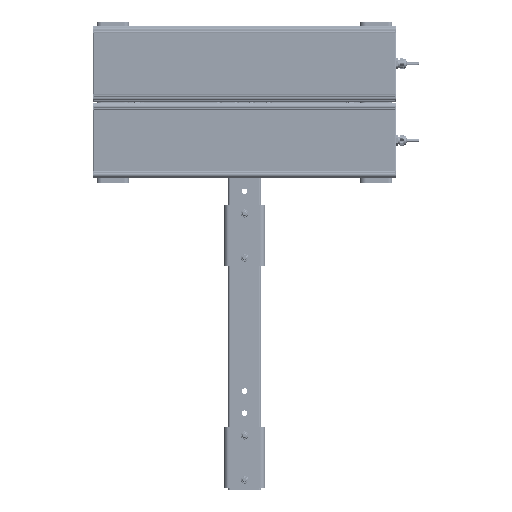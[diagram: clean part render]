
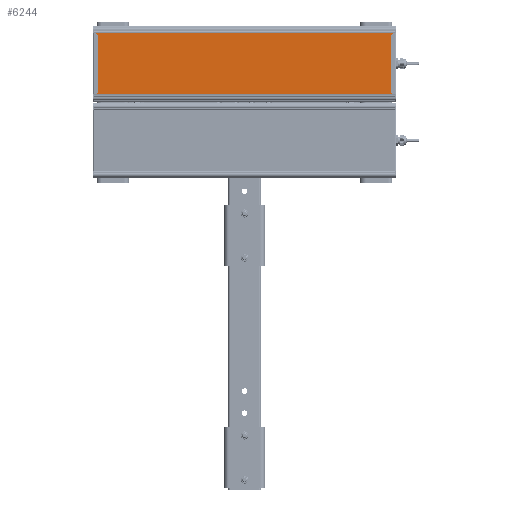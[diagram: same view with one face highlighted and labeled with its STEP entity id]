
A CAD part, front view. The second image highlights one B-rep face of the part: STEP entity #6244.
In plain terms, the highlighted face is planar.
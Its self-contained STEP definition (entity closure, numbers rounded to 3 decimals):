
#6244=ADVANCED_FACE('',(#16647),#16649,.T.);
#16647=FACE_BOUND('',#16648,.T.);
#16648=EDGE_LOOP('',(#50327,#50328,#50329,#50330));
#16649=PLANE('',#16650);
#16650=AXIS2_PLACEMENT_3D('',#16651,#16652,#16653);
#16651=CARTESIAN_POINT('',(2111.497,401.002,-34.582));
#16652=DIRECTION('',(0.,0.,-1.));
#16653=DIRECTION('',(0.,1.,0.));
#50327=ORIENTED_EDGE('',*,*,#59625,.F.);
#50328=ORIENTED_EDGE('',*,*,#59624,.T.);
#50329=ORIENTED_EDGE('',*,*,#59626,.F.);
#50330=ORIENTED_EDGE('',*,*,#59627,.F.);
#59624=EDGE_CURVE('',#66566,#66570,#66572,.T.);
#59625=EDGE_CURVE('',#66566,#66573,#66574,.T.);
#59626=EDGE_CURVE('',#66575,#66570,#66576,.T.);
#59627=EDGE_CURVE('',#66573,#66575,#66577,.T.);
#66566=VERTEX_POINT('',#87588);
#66570=VERTEX_POINT('',#87596);
#66572=LINE('',#87600,#87601);
#66573=VERTEX_POINT('',#87603);
#66574=LINE('',#87604,#87605);
#66575=VERTEX_POINT('',#87607);
#66576=LINE('',#87608,#87609);
#66577=LINE('',#87611,#87612);
#87588=CARTESIAN_POINT('',(2111.497,565.13,-34.582));
#87596=CARTESIAN_POINT('',(2857.497,565.13,-34.582));
#87600=CARTESIAN_POINT('',(2111.497,565.13,-34.582));
#87601=VECTOR('',#87602,1.);
#87602=DIRECTION('',(1.,0.,0.));
#87603=CARTESIAN_POINT('',(2111.497,401.002,-34.582));
#87604=CARTESIAN_POINT('',(2111.497,565.13,-34.582));
#87605=VECTOR('',#87606,1.);
#87606=DIRECTION('',(0.,-1.,0.));
#87607=CARTESIAN_POINT('',(2857.497,401.002,-34.582));
#87608=CARTESIAN_POINT('',(2857.497,401.002,-34.582));
#87609=VECTOR('',#87610,1.);
#87610=DIRECTION('',(0.,1.,0.));
#87611=CARTESIAN_POINT('',(2111.497,401.002,-34.582));
#87612=VECTOR('',#87613,1.);
#87613=DIRECTION('',(1.,0.,0.));
